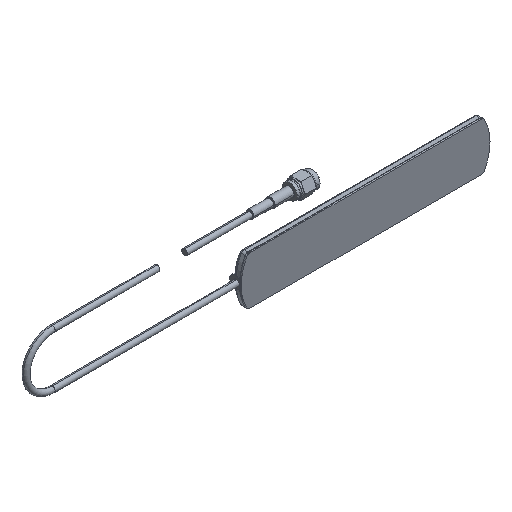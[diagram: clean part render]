
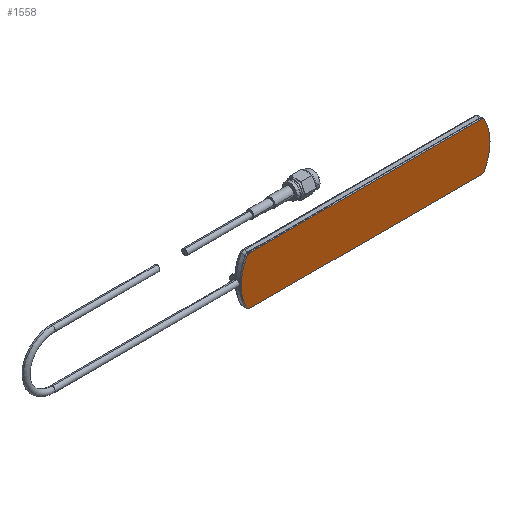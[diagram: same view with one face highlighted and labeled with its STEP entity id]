
A CAD part, isometric view. The second image highlights one B-rep face of the part: STEP entity #1558.
In plain terms, the highlighted planar face has unit normal (0, -1, 0).
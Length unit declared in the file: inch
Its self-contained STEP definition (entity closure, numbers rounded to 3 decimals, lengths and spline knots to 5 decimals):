
#125 = CIRCLE ( 'NONE', #208, 0.06 ) ;
#126 = DIRECTION ( 'NONE',  ( 0., 0., 1. ) ) ;
#127 = DIRECTION ( 'NONE',  ( 0., -1., 0. ) ) ;
#128 = AXIS2_PLACEMENT_3D ( 'NONE', #135, #127, #126 ) ;
#135 = CARTESIAN_POINT ( 'NONE',  ( 2.112, 0., 0.3775 ) ) ;
#136 = CIRCLE ( 'NONE', #128, 0.06 ) ;
#138 = CARTESIAN_POINT ( 'NONE',  ( -2.112, 0., 0.4375 ) ) ;
#205 = DIRECTION ( 'NONE',  ( 0., 0., 1. ) ) ;
#206 = DIRECTION ( 'NONE',  ( 0., -1., 0. ) ) ;
#207 = CARTESIAN_POINT ( 'NONE',  ( -2.112, 0., -0.3775 ) ) ;
#208 = AXIS2_PLACEMENT_3D ( 'NONE', #207, #206, #205 ) ;
#209 = CARTESIAN_POINT ( 'NONE',  ( -2.112, 0., -0.4375 ) ) ;
#1393 = VERTEX_POINT ( 'NONE', #3041 ) ;
#1394 = ORIENTED_EDGE ( 'NONE', *, *, #1537, .T. ) ;
#1419 = VERTEX_POINT ( 'NONE', #3124 ) ;
#1420 = EDGE_CURVE ( 'NONE', #1393, #1419, #3122, .T. ) ;
#1459 = ORIENTED_EDGE ( 'NONE', *, *, #1420, .F. ) ;
#1506 = VERTEX_POINT ( 'NONE', #3543 ) ;
#1507 = ORIENTED_EDGE ( 'NONE', *, *, #1598, .T. ) ;
#1508 = EDGE_CURVE ( 'NONE', #1556, #1601, #3451, .T. ) ;
#1534 = EDGE_CURVE ( 'NONE', #1619, #1559, #3520, .T. ) ;
#1535 = ORIENTED_EDGE ( 'NONE', *, *, #1536, .T. ) ;
#1536 = EDGE_CURVE ( 'NONE', #1557, #1506, #3555, .T. ) ;
#1537 = EDGE_CURVE ( 'NONE', #1556, #1557, #3562, .T. ) ;
#1552 = ORIENTED_EDGE ( 'NONE', *, *, #1534, .F. ) ;
#1553 = EDGE_CURVE ( 'NONE', #1619, #1419, #3428, .T. ) ;
#1556 = VERTEX_POINT ( 'NONE', #3421 ) ;
#1557 = VERTEX_POINT ( 'NONE', #3498 ) ;
#1558 = ADVANCED_FACE ( 'NONE', ( #3446 ), #3430, .F. ) ;
#1559 = VERTEX_POINT ( 'NONE', #3539 ) ;
#1594 = ORIENTED_EDGE ( 'NONE', *, *, #1553, .T. ) ;
#1595 = EDGE_CURVE ( 'NONE', #1506, #1559, #136, .T. ) ;
#1597 = ORIENTED_EDGE ( 'NONE', *, *, #1595, .T. ) ;
#1598 = EDGE_CURVE ( 'NONE', #1393, #1601, #125, .T. ) ;
#1601 = VERTEX_POINT ( 'NONE', #209 ) ;
#1603 = EDGE_LOOP ( 'NONE', ( #1459, #1507, #1618, #1394, #1535, #1597, #1552, #1594 ) ) ;
#1618 = ORIENTED_EDGE ( 'NONE', *, *, #1508, .F. ) ;
#1619 = VERTEX_POINT ( 'NONE', #138 ) ;
#3022 = AXIS2_PLACEMENT_3D ( 'NONE', #3128, #3118, #3117 ) ;
#3041 = CARTESIAN_POINT ( 'NONE',  ( -2.16485, 0., -0.4059 ) ) ;
#3117 = DIRECTION ( 'NONE',  ( 0., 0., -1. ) ) ;
#3118 = DIRECTION ( 'NONE',  ( 0., 1., 0. ) ) ;
#3122 = CIRCLE ( 'NONE', #3022, 0.85753 ) ;
#3124 = CARTESIAN_POINT ( 'NONE',  ( -2.16485, 0., 0.4059 ) ) ;
#3128 = CARTESIAN_POINT ( 'NONE',  ( -1.40947, 0., 0. ) ) ;
#3417 = DIRECTION ( 'NONE',  ( 0., -1., 0. ) ) ;
#3418 = CARTESIAN_POINT ( 'NONE',  ( -2.112, 0., 0.3775 ) ) ;
#3419 = AXIS2_PLACEMENT_3D ( 'NONE', #3418, #3417, #3447 ) ;
#3421 = CARTESIAN_POINT ( 'NONE',  ( 2.112, 0., -0.4375 ) ) ;
#3425 = AXIS2_PLACEMENT_3D ( 'NONE', #3440, #3439, #3438 ) ;
#3428 = CIRCLE ( 'NONE', #3419, 0.06 ) ;
#3430 = PLANE ( 'NONE',  #3425 ) ;
#3438 = DIRECTION ( 'NONE',  ( 0., 0., 1. ) ) ;
#3439 = DIRECTION ( 'NONE',  ( 0., 1., 0. ) ) ;
#3440 = CARTESIAN_POINT ( 'NONE',  ( -2.267, 0., -0.4375 ) ) ;
#3446 = FACE_OUTER_BOUND ( 'NONE', #1603, .T. ) ;
#3447 = DIRECTION ( 'NONE',  ( 0., 0., 1. ) ) ;
#3449 = DIRECTION ( 'NONE',  ( -1., 0., 0. ) ) ;
#3450 = CARTESIAN_POINT ( 'NONE',  ( 2.267, 0., -0.4375 ) ) ;
#3451 = LINE ( 'NONE', #3450, #3568 ) ;
#3498 = CARTESIAN_POINT ( 'NONE',  ( 2.16485, 0., -0.4059 ) ) ;
#3519 = CARTESIAN_POINT ( 'NONE',  ( 2.267, 0., 0.4375 ) ) ;
#3520 = LINE ( 'NONE', #3519, #3536 ) ;
#3526 = DIRECTION ( 'NONE',  ( 0., 0., 1. ) ) ;
#3530 = DIRECTION ( 'NONE',  ( 0., -1., 0. ) ) ;
#3531 = DIRECTION ( 'NONE',  ( 0., 0., -1. ) ) ;
#3532 = DIRECTION ( 'NONE',  ( 0., -1., 0. ) ) ;
#3534 = AXIS2_PLACEMENT_3D ( 'NONE', #3553, #3530, #3526 ) ;
#3535 = DIRECTION ( 'NONE',  ( 1., 0., 0. ) ) ;
#3536 = VECTOR ( 'NONE', #3535, 39.37008 ) ;
#3539 = CARTESIAN_POINT ( 'NONE',  ( 2.112, 0., 0.4375 ) ) ;
#3543 = CARTESIAN_POINT ( 'NONE',  ( 2.16485, 0., 0.4059 ) ) ;
#3552 = AXIS2_PLACEMENT_3D ( 'NONE', #3561, #3532, #3531 ) ;
#3553 = CARTESIAN_POINT ( 'NONE',  ( 2.112, 0., -0.3775 ) ) ;
#3555 = CIRCLE ( 'NONE', #3552, 0.85753 ) ;
#3561 = CARTESIAN_POINT ( 'NONE',  ( 1.40947, 0., 0. ) ) ;
#3562 = CIRCLE ( 'NONE', #3534, 0.06 ) ;
#3568 = VECTOR ( 'NONE', #3449, 39.37008 ) ;
